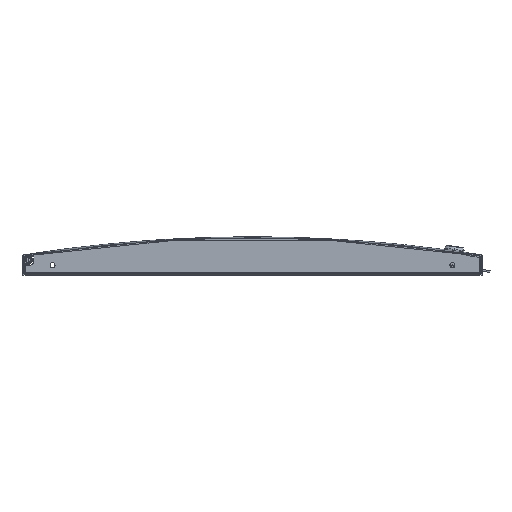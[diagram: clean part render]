
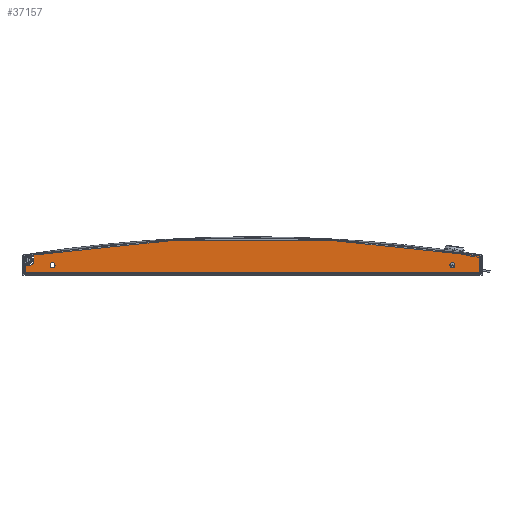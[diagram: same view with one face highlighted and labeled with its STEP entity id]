
A CAD part, front view. The second image highlights one B-rep face of the part: STEP entity #37157.
In plain terms, the highlighted planar face has unit normal (0, -1, 0).
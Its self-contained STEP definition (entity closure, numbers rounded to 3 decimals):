
#438 = VECTOR ( 'NONE', #43259, 1000. ) ;
#669 = AXIS2_PLACEMENT_3D ( 'NONE', #63244, #89692, #82241 ) ;
#1380 = EDGE_CURVE ( 'NONE', #101589, #18749, #33517, .T. ) ;
#3032 = CARTESIAN_POINT ( 'NONE',  ( 249.5, -551.55, -1. ) ) ;
#3520 = DIRECTION ( 'NONE',  ( 0., 1., 0. ) ) ;
#6824 = ORIENTED_EDGE ( 'NONE', *, *, #1380, .T. ) ;
#9479 = CARTESIAN_POINT ( 'NONE',  ( -244., -551.55, -11. ) ) ;
#9695 = DIRECTION ( 'NONE',  ( 0., 1., 0. ) ) ;
#10969 = CARTESIAN_POINT ( 'NONE',  ( -249.5, -551.55, -1. ) ) ;
#11419 = DIRECTION ( 'NONE',  ( 0., 0., 1. ) ) ;
#12137 = AXIS2_PLACEMENT_3D ( 'NONE', #87806, #14242, #62925 ) ;
#14242 = DIRECTION ( 'NONE',  ( 0., 1., 0. ) ) ;
#15491 = ORIENTED_EDGE ( 'NONE', *, *, #59977, .F. ) ;
#16321 = VERTEX_POINT ( 'NONE', #34135 ) ;
#16786 = VERTEX_POINT ( 'NONE', #45483 ) ;
#16988 = ORIENTED_EDGE ( 'NONE', *, *, #98261, .F. ) ;
#18093 = AXIS2_PLACEMENT_3D ( 'NONE', #22483, #21442, #85492 ) ;
#18749 = VERTEX_POINT ( 'NONE', #69576 ) ;
#19388 = CARTESIAN_POINT ( 'NONE',  ( 219.5, -551.55, -11. ) ) ;
#19456 = CARTESIAN_POINT ( 'NONE',  ( -219.5, -551.55, -11. ) ) ;
#20413 = EDGE_CURVE ( 'NONE', #34972, #50712, #23017, .T. ) ;
#20734 = EDGE_CURVE ( 'NONE', #65644, #16786, #93482, .T. ) ;
#21442 = DIRECTION ( 'NONE',  ( 0., 1., 0. ) ) ;
#22483 = CARTESIAN_POINT ( 'NONE',  ( 0., -551.55, -1547.256 ) ) ;
#23017 = LINE ( 'NONE', #39962, #41327 ) ;
#23414 = EDGE_CURVE ( 'NONE', #68085, #78235, #46815, .T. ) ;
#23598 = DIRECTION ( 'NONE',  ( -1., 0., 0. ) ) ;
#25274 = LINE ( 'NONE', #10969, #438 ) ;
#26534 = DIRECTION ( 'NONE',  ( -1., 0., 0. ) ) ;
#30397 = DIRECTION ( 'NONE',  ( 0., 0., -1. ) ) ;
#30896 = CARTESIAN_POINT ( 'NONE',  ( -244., -551.55, -7. ) ) ;
#32464 = DIRECTION ( 'NONE',  ( 0., 1., 0. ) ) ;
#32646 = ORIENTED_EDGE ( 'NONE', *, *, #54490, .F. ) ;
#33517 = CIRCLE ( 'NONE', #70644, 2.75 ) ;
#34135 = CARTESIAN_POINT ( 'NONE',  ( 219.5, -551.55, -8.25 ) ) ;
#34972 = VERTEX_POINT ( 'NONE', #47868 ) ;
#35779 = DIRECTION ( 'NONE',  ( 0., 0., 1. ) ) ;
#35845 = DIRECTION ( 'NONE',  ( 0., 0., 1. ) ) ;
#37157 = ADVANCED_FACE ( 'NONE', ( #69080, #78053, #86018 ), #95006, .F. ) ;
#39962 = CARTESIAN_POINT ( 'NONE',  ( -249.5, -551.55, -19. ) ) ;
#40651 = CARTESIAN_POINT ( 'NONE',  ( -240., -551.55, -7. ) ) ;
#41327 = VECTOR ( 'NONE', #26534, 1000. ) ;
#41979 = DIRECTION ( 'NONE',  ( 0., 0., 1. ) ) ;
#43198 = CARTESIAN_POINT ( 'NONE',  ( 219.5, -551.55, -11. ) ) ;
#43259 = DIRECTION ( 'NONE',  ( 0., 0., 1. ) ) ;
#44789 = EDGE_CURVE ( 'NONE', #16321, #65727, #79239, .T. ) ;
#45483 = CARTESIAN_POINT ( 'NONE',  ( -249.5, -551.55, -11. ) ) ;
#46282 = CIRCLE ( 'NONE', #669, 1566.256 ) ;
#46815 = LINE ( 'NONE', #72175, #81767 ) ;
#47868 = CARTESIAN_POINT ( 'NONE',  ( 249.5, -551.55, -19. ) ) ;
#47929 = CARTESIAN_POINT ( 'NONE',  ( 0., -551.55, 19. ) ) ;
#49619 = VERTEX_POINT ( 'NONE', #87048 ) ;
#50173 = CARTESIAN_POINT ( 'NONE',  ( -219.5, -551.55, -13.75 ) ) ;
#50712 = VERTEX_POINT ( 'NONE', #55304 ) ;
#50861 = ORIENTED_EDGE ( 'NONE', *, *, #23414, .T. ) ;
#51494 = AXIS2_PLACEMENT_3D ( 'NONE', #30896, #32464, #63699 ) ;
#51731 = DIRECTION ( 'NONE',  ( 0., 1., 0. ) ) ;
#54490 = EDGE_CURVE ( 'NONE', #49619, #34972, #75511, .T. ) ;
#54505 = VECTOR ( 'NONE', #73416, 1000. ) ;
#54517 = EDGE_CURVE ( 'NONE', #50712, #16786, #25274, .T. ) ;
#55118 = AXIS2_PLACEMENT_3D ( 'NONE', #72678, #9695, #41979 ) ;
#55304 = CARTESIAN_POINT ( 'NONE',  ( -249.5, -551.55, -19. ) ) ;
#56111 = CIRCLE ( 'NONE', #12137, 1566.256 ) ;
#57985 = EDGE_LOOP ( 'NONE', ( #93782, #6824 ) ) ;
#58322 = ORIENTED_EDGE ( 'NONE', *, *, #44789, .T. ) ;
#59977 = EDGE_CURVE ( 'NONE', #68085, #72907, #46282, .T. ) ;
#62628 = EDGE_CURVE ( 'NONE', #78235, #65644, #70050, .T. ) ;
#62925 = DIRECTION ( 'NONE',  ( 0., 0., 1. ) ) ;
#63244 = CARTESIAN_POINT ( 'NONE',  ( 0., -551.55, -1547.256 ) ) ;
#63699 = DIRECTION ( 'NONE',  ( 0., 0., 1. ) ) ;
#65644 = VERTEX_POINT ( 'NONE', #9479 ) ;
#65727 = VERTEX_POINT ( 'NONE', #94077 ) ;
#66412 = EDGE_CURVE ( 'NONE', #18749, #101589, #82140, .T. ) ;
#67496 = AXIS2_PLACEMENT_3D ( 'NONE', #19388, #3520, #35779 ) ;
#68085 = VERTEX_POINT ( 'NONE', #81932 ) ;
#69080 = FACE_BOUND ( 'NONE', #96283, .T. ) ;
#69576 = CARTESIAN_POINT ( 'NONE',  ( -219.5, -551.55, -8.25 ) ) ;
#70000 = VECTOR ( 'NONE', #23598, 1000. ) ;
#70050 = CIRCLE ( 'NONE', #51494, 4. ) ;
#70644 = AXIS2_PLACEMENT_3D ( 'NONE', #19456, #51731, #35845 ) ;
#72175 = CARTESIAN_POINT ( 'NONE',  ( -240., -551.55, -11. ) ) ;
#72678 = CARTESIAN_POINT ( 'NONE',  ( -219.5, -551.55, -11. ) ) ;
#72907 = VERTEX_POINT ( 'NONE', #47929 ) ;
#73416 = DIRECTION ( 'NONE',  ( 0., 0., -1. ) ) ;
#75511 = LINE ( 'NONE', #3032, #54505 ) ;
#78053 = FACE_BOUND ( 'NONE', #57985, .T. ) ;
#78235 = VERTEX_POINT ( 'NONE', #40651 ) ;
#79239 = CIRCLE ( 'NONE', #67496, 2.75 ) ;
#81767 = VECTOR ( 'NONE', #30397, 1000. ) ;
#81932 = CARTESIAN_POINT ( 'NONE',  ( -240., -551.55, 0.503 ) ) ;
#82140 = CIRCLE ( 'NONE', #55118, 2.75 ) ;
#82241 = DIRECTION ( 'NONE',  ( 0., 0., 1. ) ) ;
#85253 = ORIENTED_EDGE ( 'NONE', *, *, #20734, .T. ) ;
#85492 = DIRECTION ( 'NONE',  ( 0., 0., 1. ) ) ;
#85546 = CARTESIAN_POINT ( 'NONE',  ( -240., -551.55, -11. ) ) ;
#86018 = FACE_OUTER_BOUND ( 'NONE', #95652, .T. ) ;
#87048 = CARTESIAN_POINT ( 'NONE',  ( 249.5, -551.55, -1. ) ) ;
#87589 = EDGE_CURVE ( 'NONE', #65727, #16321, #99435, .T. ) ;
#87806 = CARTESIAN_POINT ( 'NONE',  ( 0., -551.55, -1547.256 ) ) ;
#89286 = AXIS2_PLACEMENT_3D ( 'NONE', #43198, #100321, #11419 ) ;
#89692 = DIRECTION ( 'NONE',  ( 0., 1., 0. ) ) ;
#91137 = ORIENTED_EDGE ( 'NONE', *, *, #62628, .T. ) ;
#92500 = ORIENTED_EDGE ( 'NONE', *, *, #87589, .T. ) ;
#93482 = LINE ( 'NONE', #85546, #70000 ) ;
#93782 = ORIENTED_EDGE ( 'NONE', *, *, #66412, .T. ) ;
#94077 = CARTESIAN_POINT ( 'NONE',  ( 219.5, -551.55, -13.75 ) ) ;
#94223 = ORIENTED_EDGE ( 'NONE', *, *, #20413, .F. ) ;
#95006 = PLANE ( 'NONE',  #18093 ) ;
#95652 = EDGE_LOOP ( 'NONE', ( #50861, #91137, #85253, #96665, #94223, #32646, #16988, #15491 ) ) ;
#96283 = EDGE_LOOP ( 'NONE', ( #58322, #92500 ) ) ;
#96665 = ORIENTED_EDGE ( 'NONE', *, *, #54517, .F. ) ;
#98261 = EDGE_CURVE ( 'NONE', #72907, #49619, #56111, .T. ) ;
#99435 = CIRCLE ( 'NONE', #89286, 2.75 ) ;
#100321 = DIRECTION ( 'NONE',  ( 0., 1., 0. ) ) ;
#101589 = VERTEX_POINT ( 'NONE', #50173 ) ;
